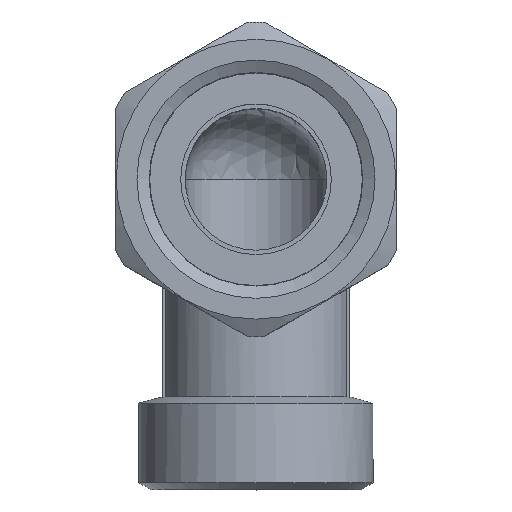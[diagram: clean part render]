
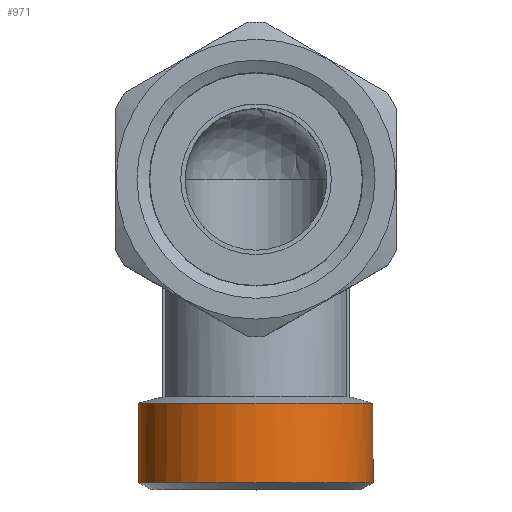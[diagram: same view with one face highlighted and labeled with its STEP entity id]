
A CAD part, top view. The second image highlights one B-rep face of the part: STEP entity #971.
In plain terms, the highlighted cylindrical face has radius 13.22 mm (diameter 26.441 mm), a full revolution.
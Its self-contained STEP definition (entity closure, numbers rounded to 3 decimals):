
#152=CYLINDRICAL_SURFACE('',#1535,13.221);
#375=ORIENTED_EDGE('',*,*,#558,.T.);
#376=ORIENTED_EDGE('',*,*,#559,.T.);
#558=EDGE_CURVE('',#663,#663,#726,.T.);
#559=EDGE_CURVE('',#664,#664,#727,.F.);
#663=VERTEX_POINT('',#3008);
#664=VERTEX_POINT('',#3010);
#726=CIRCLE('',#1536,13.221);
#727=CIRCLE('',#1537,13.221);
#803=EDGE_LOOP('',(#375));
#804=EDGE_LOOP('',(#376));
#899=FACE_BOUND('',#803,.T.);
#900=FACE_BOUND('',#804,.T.);
#971=ADVANCED_FACE('',(#899,#900),#152,.T.);
#1535=AXIS2_PLACEMENT_3D('',#3006,#1796,#1797);
#1536=AXIS2_PLACEMENT_3D('',#3007,#1798,#1799);
#1537=AXIS2_PLACEMENT_3D('',#3009,#1800,#1801);
#1796=DIRECTION('',(0.,-1.,0.));
#1797=DIRECTION('',(0.,0.,-1.));
#1798=DIRECTION('',(0.,1.,0.));
#1799=DIRECTION('',(0.,0.,1.));
#1800=DIRECTION('',(0.,1.,0.));
#1801=DIRECTION('',(0.,0.,1.));
#3006=CARTESIAN_POINT('',(0.,-24.5,0.));
#3007=CARTESIAN_POINT('',(0.,-34.2,0.));
#3008=CARTESIAN_POINT('',(0.,-34.2,13.221));
#3009=CARTESIAN_POINT('',(0.,-25.229,0.));
#3010=CARTESIAN_POINT('',(0.,-25.229,13.221));
